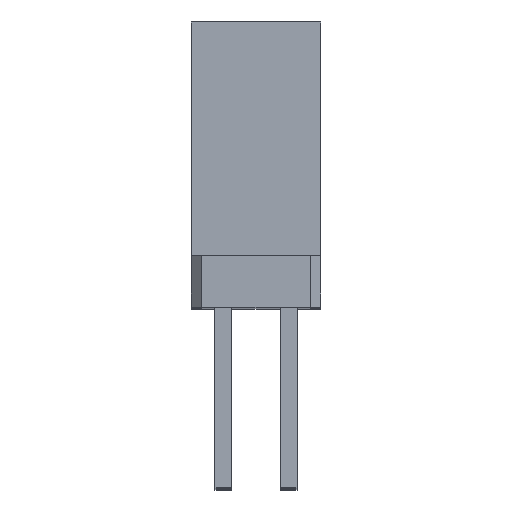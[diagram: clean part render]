
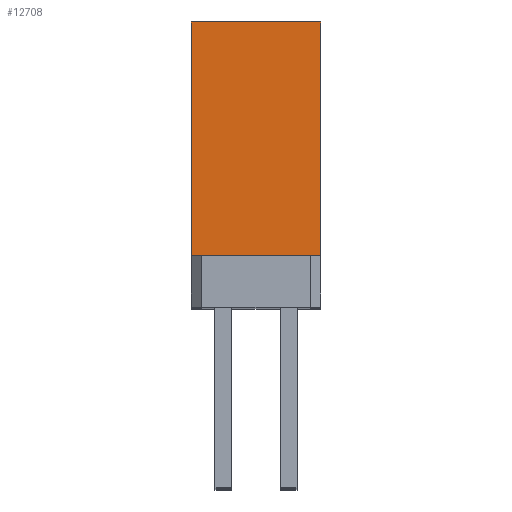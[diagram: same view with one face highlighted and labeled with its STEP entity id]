
A CAD part, top view. The second image highlights one B-rep face of the part: STEP entity #12708.
In plain terms, the highlighted planar face has unit normal (0, 0, 1).
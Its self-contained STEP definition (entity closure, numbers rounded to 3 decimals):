
#382=FACE_OUTER_BOUND('',#1152,.T.);
#1152=EDGE_LOOP('',(#9079,#9080,#9081,#9082));
#2260=LINE('',#18187,#4044);
#2278=LINE('',#18220,#4062);
#2340=LINE('',#18355,#4124);
#2341=LINE('',#18356,#4125);
#4044=VECTOR('',#14596,10.);
#4062=VECTOR('',#14622,10.);
#4124=VECTOR('',#14778,10.);
#4125=VECTOR('',#14779,10.);
#5784=VERTEX_POINT('',#18184);
#5785=VERTEX_POINT('',#18186);
#5796=VERTEX_POINT('',#18219);
#5822=VERTEX_POINT('',#18354);
#6964=EDGE_CURVE('',#5784,#5785,#2260,.T.);
#6982=EDGE_CURVE('',#5796,#5785,#2278,.T.);
#7044=EDGE_CURVE('',#5822,#5784,#2340,.T.);
#7045=EDGE_CURVE('',#5822,#5796,#2341,.T.);
#9079=ORIENTED_EDGE('',*,*,#6982,.T.);
#9080=ORIENTED_EDGE('',*,*,#6964,.F.);
#9081=ORIENTED_EDGE('',*,*,#7044,.F.);
#9082=ORIENTED_EDGE('',*,*,#7045,.T.);
#11978=PLANE('',#13452);
#12708=ADVANCED_FACE('',(#382),#11978,.F.);
#13452=AXIS2_PLACEMENT_3D('',#18353,#14776,#14777);
#14596=DIRECTION('',(0.,-1.,0.));
#14622=DIRECTION('',(1.,0.,0.));
#14776=DIRECTION('center_axis',(0.,0.,-1.));
#14777=DIRECTION('ref_axis',(0.,-1.,0.));
#14778=DIRECTION('',(1.,0.,0.));
#14779=DIRECTION('',(0.,-1.,0.));
#18184=CARTESIAN_POINT('',(0.,11.05,0.));
#18186=CARTESIAN_POINT('',(0.,2.,0.));
#18187=CARTESIAN_POINT('',(0.,5.525,0.));
#18219=CARTESIAN_POINT('',(-5.,2.,0.));
#18220=CARTESIAN_POINT('',(-3.75,2.,0.));
#18353=CARTESIAN_POINT('Origin',(-2.5,5.525,0.));
#18354=CARTESIAN_POINT('',(-5.,11.05,0.));
#18355=CARTESIAN_POINT('',(-2.5,11.05,0.));
#18356=CARTESIAN_POINT('',(-5.,5.525,0.));
